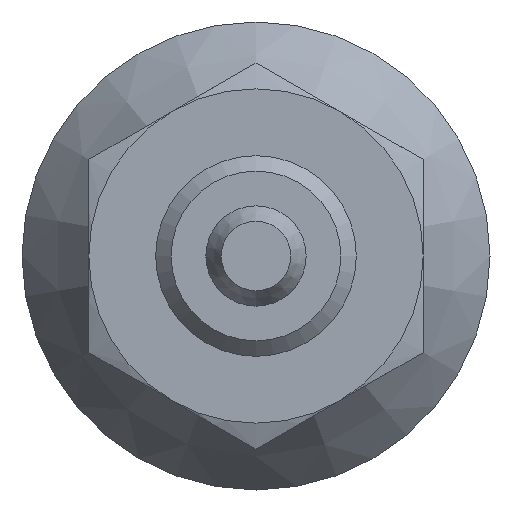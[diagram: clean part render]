
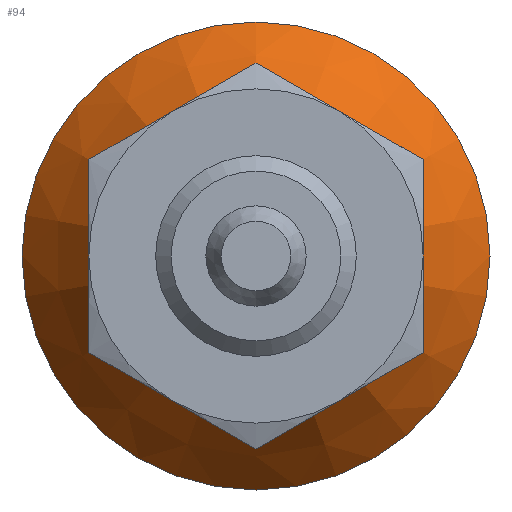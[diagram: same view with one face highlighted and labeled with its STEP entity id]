
A CAD part, front view. The second image highlights one B-rep face of the part: STEP entity #94.
In plain terms, the highlighted conical face has half-angle 36 degrees and reference radius 7 mm.
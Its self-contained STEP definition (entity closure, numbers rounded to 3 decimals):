
#94 = ADVANCED_FACE( '', ( #221, #222 ), #223, .T. );
#221 = FACE_BOUND( '', #390, .T. );
#222 = FACE_OUTER_BOUND( '', #391, .T. );
#223 = CONICAL_SURFACE( '', #392, 7., 0.628 );
#390 = EDGE_LOOP( '', ( #598 ) );
#391 = EDGE_LOOP( '', ( #599 ) );
#392 = AXIS2_PLACEMENT_3D( '', #600, #601, #602 );
#598 = ORIENTED_EDGE( '', *, *, #930, .F. );
#599 = ORIENTED_EDGE( '', *, *, #931, .T. );
#600 = CARTESIAN_POINT( '', ( 0., 9.8, 0. ) );
#601 = DIRECTION( '', ( 0., 1., 0. ) );
#602 = DIRECTION( '', ( 0., 0., 1. ) );
#930 = EDGE_CURVE( '', #1095, #1095, #1096, .T. );
#931 = EDGE_CURVE( '', #1097, #1097, #1098, .T. );
#1095 = VERTEX_POINT( '', #1350 );
#1096 = CIRCLE( '', #1351, 4. );
#1097 = VERTEX_POINT( '', #1352 );
#1098 = CIRCLE( '', #1353, 7. );
#1350 = CARTESIAN_POINT( '', ( 0., 5.671, -4. ) );
#1351 = AXIS2_PLACEMENT_3D( '', #1593, #1594, #1595 );
#1352 = CARTESIAN_POINT( '', ( 0., 9.8, -7. ) );
#1353 = AXIS2_PLACEMENT_3D( '', #1596, #1597, #1598 );
#1593 = CARTESIAN_POINT( '', ( 0., 5.671, 0. ) );
#1594 = DIRECTION( '', ( 0., -1., 0. ) );
#1595 = DIRECTION( '', ( 0., 0., -1. ) );
#1596 = CARTESIAN_POINT( '', ( 0., 9.8, 0. ) );
#1597 = DIRECTION( '', ( 0., -1., 0. ) );
#1598 = DIRECTION( '', ( 0., 0., -1. ) );
